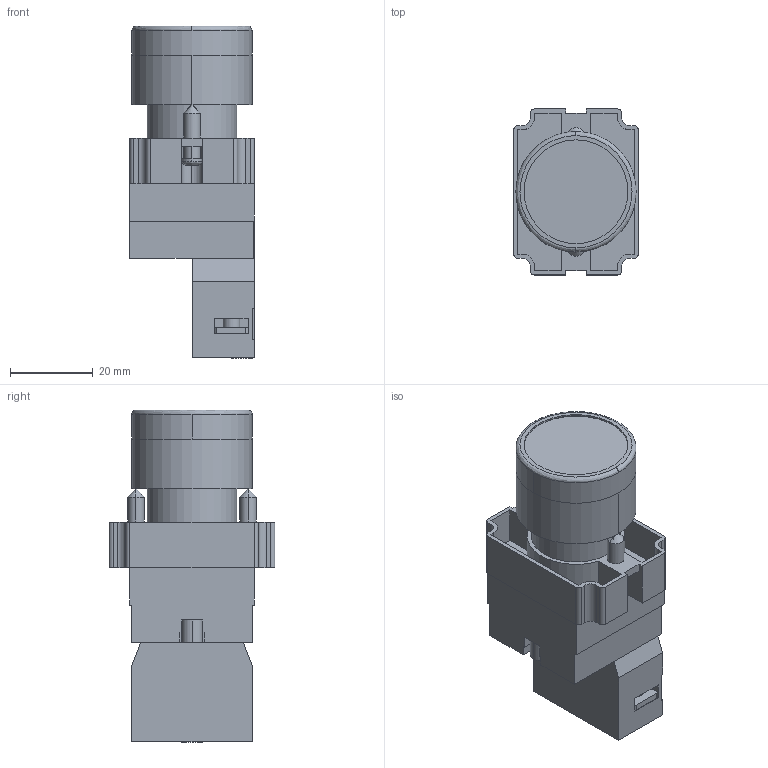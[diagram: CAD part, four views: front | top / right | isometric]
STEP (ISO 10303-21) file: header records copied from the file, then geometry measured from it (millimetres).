
FILE_DESCRIPTION (( 'STEP AP214' ), '1' );
FILE_NAME ('等狟釱.STEP', '2023-03-09T15:29:31', ( 'China' ), ( 'Home' ), 'SwSTEP 2.0', 'SolidWorks 2017', '' );
FILE_SCHEMA (( 'AUTOMOTIVE_DESIGN' ));
Length unit declared in the file: millimetre
Products named in the file (1): 等狟釱
Bounding box: 30 x 40 x 80 mm (x, y, z)
Volume: 48126 mm3; surface area: 18843.5 mm2
Topology: 7 solids, 7 shells, 265 faces, 674 edges, 446 vertices
Faces by surface type: plane 177, cylinder 78, bspline 6, cone 4
Entity records: 8640 total; most frequent: CARTESIAN_POINT 1496, DIRECTION 1348, ORIENTED_EDGE 1340, EDGE_CURVE 670, VECTOR 496, LINE 496, VERTEX_POINT 446, AXIS2_PLACEMENT_3D 426
